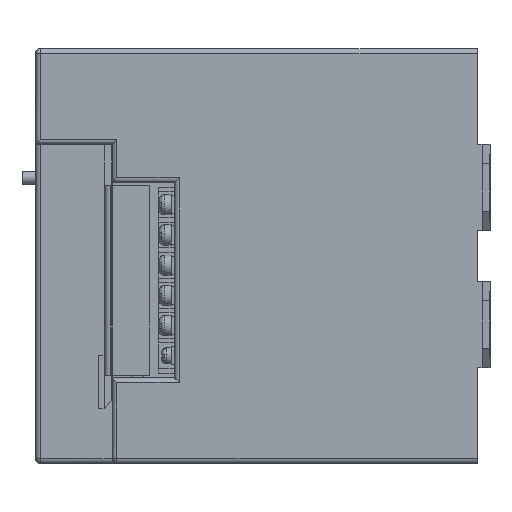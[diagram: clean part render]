
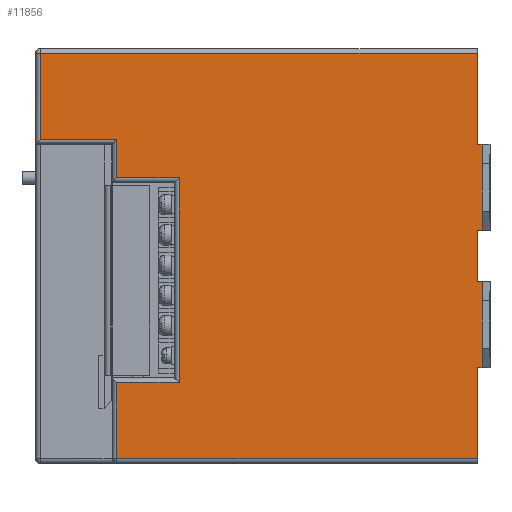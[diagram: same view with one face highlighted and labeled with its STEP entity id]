
A CAD part, left-side view. The second image highlights one B-rep face of the part: STEP entity #11856.
In plain terms, the highlighted planar face has unit normal (-1, 0, 0).
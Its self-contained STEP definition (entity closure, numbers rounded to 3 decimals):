
#29 = VERTEX_POINT ( 'NONE', #6048 ) ;
#41 = CARTESIAN_POINT ( 'NONE',  ( -87.5, -23.5, 63.5 ) ) ;
#197 = VECTOR ( 'NONE', #9980, 1000. ) ;
#360 = VERTEX_POINT ( 'NONE', #41 ) ;
#561 = LINE ( 'NONE', #15263, #17187 ) ;
#912 = CARTESIAN_POINT ( 'NONE',  ( -87.5, 91., 36.5 ) ) ;
#982 = CARTESIAN_POINT ( 'NONE',  ( -87.5, 89.5, 23. ) ) ;
#1045 = EDGE_CURVE ( 'NONE', #11866, #12520, #7896, .T. ) ;
#1052 = DIRECTION ( 'NONE',  ( 0., 0., -1. ) ) ;
#1056 = CARTESIAN_POINT ( 'NONE',  ( -87.5, 115., 63.5 ) ) ;
#1149 = VERTEX_POINT ( 'NONE', #13776 ) ;
#1379 = EDGE_CURVE ( 'NONE', #1149, #9283, #7689, .T. ) ;
#1382 = VERTEX_POINT ( 'NONE', #14554 ) ;
#1633 = VECTOR ( 'NONE', #11800, 1000. ) ;
#1670 = CARTESIAN_POINT ( 'NONE',  ( -87.5, 115., 24.5 ) ) ;
#1950 = ORIENTED_EDGE ( 'NONE', *, *, #7336, .T. ) ;
#2425 = VERTEX_POINT ( 'NONE', #5611 ) ;
#2489 = CARTESIAN_POINT ( 'NONE',  ( -87.5, -23.5, -65. ) ) ;
#2646 = CARTESIAN_POINT ( 'NONE',  ( -87.5, 70., -39.75 ) ) ;
#2662 = CARTESIAN_POINT ( 'NONE',  ( -87.5, -25., -35. ) ) ;
#2692 = VECTOR ( 'NONE', #13868, 1000. ) ;
#2783 = CARTESIAN_POINT ( 'NONE',  ( -87.5, -25., -65. ) ) ;
#2902 = VECTOR ( 'NONE', #10439, 1000. ) ;
#3101 = DIRECTION ( 'NONE',  ( 0., 1., 0. ) ) ;
#3172 = EDGE_CURVE ( 'NONE', #2425, #15924, #15303, .T. ) ;
#3190 = CARTESIAN_POINT ( 'NONE',  ( -87.5, 89.5, 24.5 ) ) ;
#3338 = ORIENTED_EDGE ( 'NONE', *, *, #14471, .T. ) ;
#3376 = LINE ( 'NONE', #16836, #8911 ) ;
#3422 = ORIENTED_EDGE ( 'NONE', *, *, #1045, .T. ) ;
#3802 = EDGE_CURVE ( 'NONE', #2425, #10741, #15937, .T. ) ;
#3884 = CARTESIAN_POINT ( 'NONE',  ( -87.5, 113.5, 63.5 ) ) ;
#3888 = FACE_OUTER_BOUND ( 'NONE', #10982, .T. ) ;
#4093 = ORIENTED_EDGE ( 'NONE', *, *, #8444, .T. ) ;
#4116 = VERTEX_POINT ( 'NONE', #4273 ) ;
#4123 = CARTESIAN_POINT ( 'NONE',  ( -87.5, -23.5, -35. ) ) ;
#4131 = EDGE_CURVE ( 'NONE', #29, #1382, #5848, .T. ) ;
#4273 = CARTESIAN_POINT ( 'NONE',  ( -87.5, 89.5, -63.5 ) ) ;
#4493 = CARTESIAN_POINT ( 'NONE',  ( -87.5, -25., -65. ) ) ;
#4546 = CARTESIAN_POINT ( 'NONE',  ( -87.5, -23.5, -65. ) ) ;
#4668 = VECTOR ( 'NONE', #9861, 1000. ) ;
#4728 = ORIENTED_EDGE ( 'NONE', *, *, #7995, .F. ) ;
#4846 = VERTEX_POINT ( 'NONE', #4123 ) ;
#4856 = DIRECTION ( 'NONE',  ( 0., 0., 1. ) ) ;
#5052 = EDGE_CURVE ( 'NONE', #9320, #4846, #14122, .T. ) ;
#5247 = CARTESIAN_POINT ( 'NONE',  ( -87.5, 70., -65. ) ) ;
#5376 = CARTESIAN_POINT ( 'NONE',  ( -87.5, 113.5, 36.5 ) ) ;
#5490 = CARTESIAN_POINT ( 'NONE',  ( -87.5, -27.5, 8. ) ) ;
#5560 = CARTESIAN_POINT ( 'NONE',  ( -87.5, -25., 8. ) ) ;
#5564 = ORIENTED_EDGE ( 'NONE', *, *, #16821, .T. ) ;
#5611 = CARTESIAN_POINT ( 'NONE',  ( -87.5, -25., 35. ) ) ;
#5624 = AXIS2_PLACEMENT_3D ( 'NONE', #15844, #15935, #1052 ) ;
#5848 = LINE ( 'NONE', #16406, #197 ) ;
#5924 = EDGE_CURVE ( 'NONE', #29, #13612, #14835, .T. ) ;
#6048 = CARTESIAN_POINT ( 'NONE',  ( -87.5, -25., -8. ) ) ;
#6067 = ORIENTED_EDGE ( 'NONE', *, *, #4131, .T. ) ;
#6434 = CARTESIAN_POINT ( 'NONE',  ( -87.5, 113.5, 35. ) ) ;
#6468 = LINE ( 'NONE', #5247, #14119 ) ;
#6611 = VERTEX_POINT ( 'NONE', #15794 ) ;
#6660 = VECTOR ( 'NONE', #11307, 1000. ) ;
#6850 = VECTOR ( 'NONE', #15590, 1000. ) ;
#7274 = LINE ( 'NONE', #13706, #2692 ) ;
#7336 = EDGE_CURVE ( 'NONE', #7354, #13987, #7752, .T. ) ;
#7354 = VERTEX_POINT ( 'NONE', #3884 ) ;
#7652 = ORIENTED_EDGE ( 'NONE', *, *, #3802, .T. ) ;
#7689 = LINE ( 'NONE', #982, #9363 ) ;
#7752 = LINE ( 'NONE', #6434, #11151 ) ;
#7896 = LINE ( 'NONE', #8157, #2902 ) ;
#7995 = EDGE_CURVE ( 'NONE', #13612, #4846, #3376, .T. ) ;
#8073 = ORIENTED_EDGE ( 'NONE', *, *, #1379, .T. ) ;
#8118 = PLANE ( 'NONE',  #5624 ) ;
#8157 = CARTESIAN_POINT ( 'NONE',  ( -87.5, 115., -39.75 ) ) ;
#8187 = CARTESIAN_POINT ( 'NONE',  ( -87.5, -23.5, 35. ) ) ;
#8305 = CARTESIAN_POINT ( 'NONE',  ( -87.5, -23.5, -63.5 ) ) ;
#8444 = EDGE_CURVE ( 'NONE', #360, #7354, #13114, .T. ) ;
#8582 = CARTESIAN_POINT ( 'NONE',  ( -87.5, 89.5, -39.75 ) ) ;
#8748 = DIRECTION ( 'NONE',  ( 0., 1., 0. ) ) ;
#8809 = VECTOR ( 'NONE', #9772, 1000. ) ;
#8911 = VECTOR ( 'NONE', #8748, 1000. ) ;
#9051 = ORIENTED_EDGE ( 'NONE', *, *, #10403, .F. ) ;
#9283 = VERTEX_POINT ( 'NONE', #3190 ) ;
#9320 = VERTEX_POINT ( 'NONE', #8305 ) ;
#9363 = VECTOR ( 'NONE', #13226, 1000. ) ;
#9772 = DIRECTION ( 'NONE',  ( 0., -1., 0. ) ) ;
#9861 = DIRECTION ( 'NONE',  ( 0., 0., -1. ) ) ;
#9877 = LINE ( 'NONE', #5490, #15163 ) ;
#9980 = DIRECTION ( 'NONE',  ( 0., 1., 0. ) ) ;
#10347 = LINE ( 'NONE', #912, #17271 ) ;
#10403 = EDGE_CURVE ( 'NONE', #15924, #10920, #9877, .T. ) ;
#10439 = DIRECTION ( 'NONE',  ( 0., 1., 0. ) ) ;
#10486 = DIRECTION ( 'NONE',  ( 0., 1., 0. ) ) ;
#10611 = DIRECTION ( 'NONE',  ( 0., 0., -1. ) ) ;
#10741 = VERTEX_POINT ( 'NONE', #8187 ) ;
#10920 = VERTEX_POINT ( 'NONE', #12750 ) ;
#10982 = EDGE_LOOP ( 'NONE', ( #5564, #14212, #13246, #4728, #13551, #6067, #12967, #9051, #15268, #7652, #3338, #4093, #1950, #12592, #8073, #16811, #12155, #3422 ) ) ;
#11151 = VECTOR ( 'NONE', #17169, 1000. ) ;
#11159 = VECTOR ( 'NONE', #10486, 1000. ) ;
#11307 = DIRECTION ( 'NONE',  ( 0., 0., 1. ) ) ;
#11436 = VECTOR ( 'NONE', #13520, 1000. ) ;
#11563 = DIRECTION ( 'NONE',  ( 0., -1., 0. ) ) ;
#11626 = LINE ( 'NONE', #2489, #6850 ) ;
#11800 = DIRECTION ( 'NONE',  ( 0., 1., 0. ) ) ;
#11856 = ADVANCED_FACE ( 'NONE', ( #3888 ), #8118, .F. ) ;
#11866 = VERTEX_POINT ( 'NONE', #2646 ) ;
#12155 = ORIENTED_EDGE ( 'NONE', *, *, #14203, .T. ) ;
#12403 = LINE ( 'NONE', #1670, #8809 ) ;
#12425 = EDGE_CURVE ( 'NONE', #4116, #9320, #561, .T. ) ;
#12520 = VERTEX_POINT ( 'NONE', #8582 ) ;
#12592 = ORIENTED_EDGE ( 'NONE', *, *, #15544, .T. ) ;
#12709 = DIRECTION ( 'NONE',  ( 0., -1., 0. ) ) ;
#12750 = CARTESIAN_POINT ( 'NONE',  ( -87.5, -23.5, 8. ) ) ;
#12967 = ORIENTED_EDGE ( 'NONE', *, *, #16156, .T. ) ;
#13114 = LINE ( 'NONE', #1056, #1633 ) ;
#13226 = DIRECTION ( 'NONE',  ( 0., 0., -1. ) ) ;
#13246 = ORIENTED_EDGE ( 'NONE', *, *, #5052, .T. ) ;
#13346 = VECTOR ( 'NONE', #4856, 1000. ) ;
#13520 = DIRECTION ( 'NONE',  ( 0., 0., -1. ) ) ;
#13551 = ORIENTED_EDGE ( 'NONE', *, *, #5924, .F. ) ;
#13612 = VERTEX_POINT ( 'NONE', #2662 ) ;
#13706 = CARTESIAN_POINT ( 'NONE',  ( -87.5, 89.5, -65. ) ) ;
#13776 = CARTESIAN_POINT ( 'NONE',  ( -87.5, 89.5, 36.5 ) ) ;
#13868 = DIRECTION ( 'NONE',  ( 0., 0., -1. ) ) ;
#13987 = VERTEX_POINT ( 'NONE', #5376 ) ;
#14119 = VECTOR ( 'NONE', #10611, 1000. ) ;
#14122 = LINE ( 'NONE', #4546, #6660 ) ;
#14203 = EDGE_CURVE ( 'NONE', #6611, #11866, #6468, .T. ) ;
#14212 = ORIENTED_EDGE ( 'NONE', *, *, #12425, .T. ) ;
#14471 = EDGE_CURVE ( 'NONE', #10741, #360, #11626, .T. ) ;
#14554 = CARTESIAN_POINT ( 'NONE',  ( -87.5, -23.5, -8. ) ) ;
#14835 = LINE ( 'NONE', #2783, #11436 ) ;
#15117 = EDGE_CURVE ( 'NONE', #9283, #6611, #12403, .T. ) ;
#15163 = VECTOR ( 'NONE', #3101, 1000. ) ;
#15251 = CARTESIAN_POINT ( 'NONE',  ( -87.5, -23.5, -65. ) ) ;
#15263 = CARTESIAN_POINT ( 'NONE',  ( -87.5, 115., -63.5 ) ) ;
#15268 = ORIENTED_EDGE ( 'NONE', *, *, #3172, .F. ) ;
#15303 = LINE ( 'NONE', #4493, #4668 ) ;
#15544 = EDGE_CURVE ( 'NONE', #13987, #1149, #10347, .T. ) ;
#15590 = DIRECTION ( 'NONE',  ( 0., 0., 1. ) ) ;
#15794 = CARTESIAN_POINT ( 'NONE',  ( -87.5, 70., 24.5 ) ) ;
#15844 = CARTESIAN_POINT ( 'NONE',  ( -87.5, 115., -65. ) ) ;
#15924 = VERTEX_POINT ( 'NONE', #5560 ) ;
#15935 = DIRECTION ( 'NONE',  ( 1., 0., 0. ) ) ;
#15937 = LINE ( 'NONE', #17085, #11159 ) ;
#16156 = EDGE_CURVE ( 'NONE', #1382, #10920, #16737, .T. ) ;
#16406 = CARTESIAN_POINT ( 'NONE',  ( -87.5, -27.5, -8. ) ) ;
#16737 = LINE ( 'NONE', #15251, #13346 ) ;
#16811 = ORIENTED_EDGE ( 'NONE', *, *, #15117, .T. ) ;
#16821 = EDGE_CURVE ( 'NONE', #12520, #4116, #7274, .T. ) ;
#16836 = CARTESIAN_POINT ( 'NONE',  ( -87.5, -27.5, -35. ) ) ;
#17085 = CARTESIAN_POINT ( 'NONE',  ( -87.5, -27.5, 35. ) ) ;
#17169 = DIRECTION ( 'NONE',  ( 0., 0., -1. ) ) ;
#17187 = VECTOR ( 'NONE', #12709, 1000. ) ;
#17271 = VECTOR ( 'NONE', #11563, 1000. ) ;
